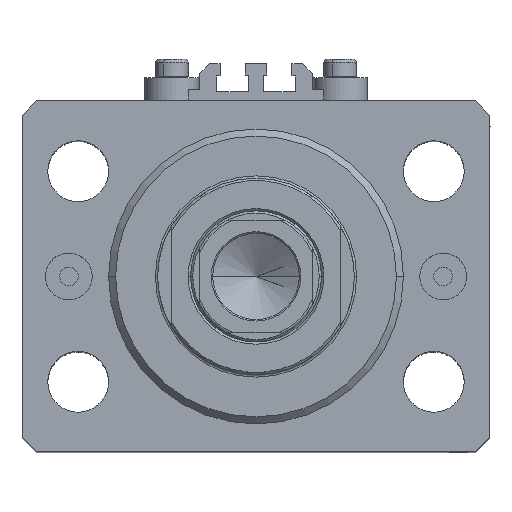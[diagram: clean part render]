
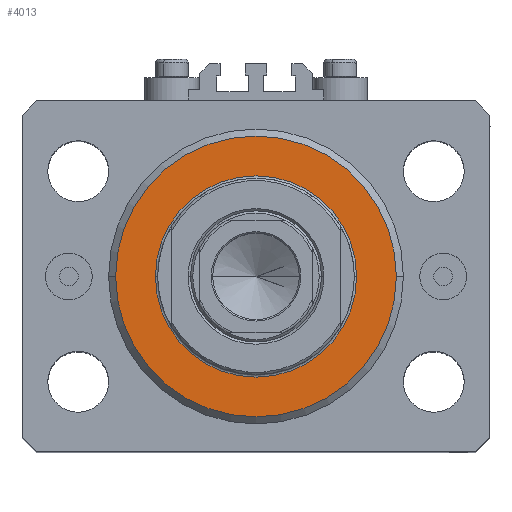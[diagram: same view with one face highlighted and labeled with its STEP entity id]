
A CAD part, top view. The second image highlights one B-rep face of the part: STEP entity #4013.
In plain terms, the highlighted face is planar.
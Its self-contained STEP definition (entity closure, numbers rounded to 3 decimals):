
#270 = CARTESIAN_POINT ( 'NONE',  ( 21.5, 0., 0. ) ) ;
#2386 = EDGE_LOOP ( 'NONE', ( #2959, #43728 ) ) ;
#2437 = CARTESIAN_POINT ( 'NONE',  ( 0., 0., 0. ) ) ;
#2876 = EDGE_CURVE ( 'NONE', #36101, #29639, #22559, .T. ) ;
#2959 = ORIENTED_EDGE ( 'NONE', *, *, #2876, .T. ) ;
#3198 = DIRECTION ( 'NONE',  ( 1., 0., 0. ) ) ;
#3836 = CARTESIAN_POINT ( 'NONE',  ( 0., 0., 0. ) ) ;
#4013 = ADVANCED_FACE ( 'NONE', ( #41830, #27512 ), #45899, .F. ) ;
#4080 = VERTEX_POINT ( 'NONE', #270 ) ;
#5450 = CARTESIAN_POINT ( 'NONE',  ( 30., 0., 0. ) ) ;
#7514 = AXIS2_PLACEMENT_3D ( 'NONE', #35921, #7648, #3198 ) ;
#7648 = DIRECTION ( 'NONE',  ( 0., 0., 1. ) ) ;
#8428 = AXIS2_PLACEMENT_3D ( 'NONE', #24995, #13529, #36229 ) ;
#13382 = AXIS2_PLACEMENT_3D ( 'NONE', #3836, #36316, #15268 ) ;
#13529 = DIRECTION ( 'NONE',  ( 0., 0., 1. ) ) ;
#13690 = VERTEX_POINT ( 'NONE', #23171 ) ;
#15268 = DIRECTION ( 'NONE',  ( 1., 0., 0. ) ) ;
#15531 = EDGE_CURVE ( 'NONE', #4080, #13690, #37424, .T. ) ;
#17678 = AXIS2_PLACEMENT_3D ( 'NONE', #41591, #37559, #30143 ) ;
#18786 = AXIS2_PLACEMENT_3D ( 'NONE', #2437, #31563, #35617 ) ;
#21256 = CIRCLE ( 'NONE', #7514, 21.5 ) ;
#22559 = CIRCLE ( 'NONE', #13382, 30. ) ;
#22987 = ORIENTED_EDGE ( 'NONE', *, *, #15531, .T. ) ;
#23171 = CARTESIAN_POINT ( 'NONE',  ( -21.5, 0., 0. ) ) ;
#24995 = CARTESIAN_POINT ( 'NONE',  ( 0., 0., 0. ) ) ;
#27512 = FACE_OUTER_BOUND ( 'NONE', #2386, .T. ) ;
#29639 = VERTEX_POINT ( 'NONE', #40103 ) ;
#30143 = DIRECTION ( 'NONE',  ( 1., 0., 0. ) ) ;
#30217 = EDGE_CURVE ( 'NONE', #29639, #36101, #35216, .T. ) ;
#31563 = DIRECTION ( 'NONE',  ( 0., 0., 1. ) ) ;
#34956 = EDGE_LOOP ( 'NONE', ( #22987, #37782 ) ) ;
#35216 = CIRCLE ( 'NONE', #17678, 30. ) ;
#35617 = DIRECTION ( 'NONE',  ( 1., 0., 0. ) ) ;
#35921 = CARTESIAN_POINT ( 'NONE',  ( 0., 0., 0. ) ) ;
#36101 = VERTEX_POINT ( 'NONE', #5450 ) ;
#36229 = DIRECTION ( 'NONE',  ( 1., 0., 0. ) ) ;
#36316 = DIRECTION ( 'NONE',  ( 0., 0., -1. ) ) ;
#37424 = CIRCLE ( 'NONE', #8428, 21.5 ) ;
#37559 = DIRECTION ( 'NONE',  ( 0., 0., -1. ) ) ;
#37782 = ORIENTED_EDGE ( 'NONE', *, *, #38417, .T. ) ;
#38417 = EDGE_CURVE ( 'NONE', #13690, #4080, #21256, .T. ) ;
#40103 = CARTESIAN_POINT ( 'NONE',  ( -30., 0., 0. ) ) ;
#41591 = CARTESIAN_POINT ( 'NONE',  ( 0., 0., 0. ) ) ;
#41830 = FACE_BOUND ( 'NONE', #34956, .T. ) ;
#43728 = ORIENTED_EDGE ( 'NONE', *, *, #30217, .T. ) ;
#45899 = PLANE ( 'NONE',  #18786 ) ;
